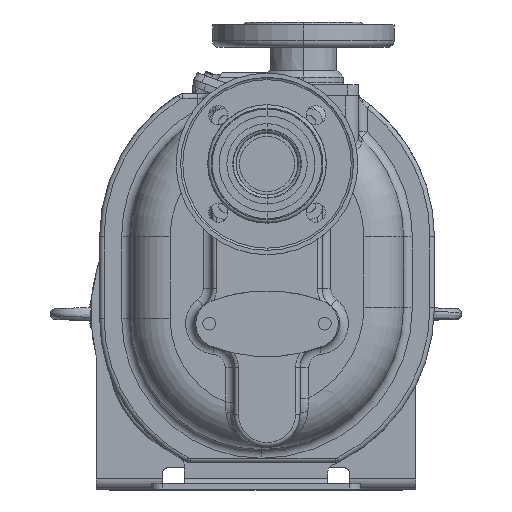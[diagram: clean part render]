
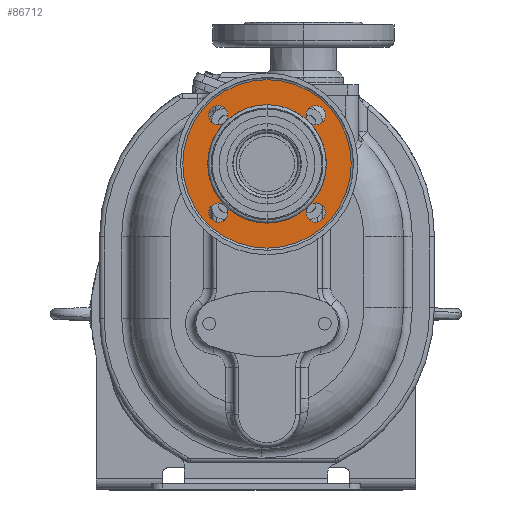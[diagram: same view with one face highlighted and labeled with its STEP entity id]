
A CAD part, top view. The second image highlights one B-rep face of the part: STEP entity #86712.
In plain terms, the highlighted planar face has unit normal (0, 0, 1).
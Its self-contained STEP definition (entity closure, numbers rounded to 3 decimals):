
#27743=CARTESIAN_POINT('',(10.,295.,153.));
#27744=DIRECTION('',(0.,0.,1.));
#27745=DIRECTION('',(0.,-1.,0.));
#27746=AXIS2_PLACEMENT_3D('',#27743,#27744,#27745);
#27758=CARTESIAN_POINT('',(10.,295.,153.));
#27759=DIRECTION('',(0.,0.,-1.));
#27760=DIRECTION('',(0.,-1.,0.));
#27761=AXIS2_PLACEMENT_3D('',#27758,#27759,#27760);
#27763=CARTESIAN_POINT('',(54.194,339.194,153.));
#27764=DIRECTION('',(0.,0.,-1.));
#27765=DIRECTION('',(0.,-1.,0.));
#27766=AXIS2_PLACEMENT_3D('',#27763,#27764,#27765);
#27768=CARTESIAN_POINT('',(54.194,339.194,153.));
#27769=DIRECTION('',(0.,0.,-1.));
#27770=DIRECTION('',(0.,1.,0.));
#27771=AXIS2_PLACEMENT_3D('',#27768,#27769,#27770);
#27773=CARTESIAN_POINT('',(54.194,339.194,153.));
#27774=DIRECTION('',(0.,0.,-1.));
#27775=DIRECTION('',(-0.707,-0.707,0.));
#27776=AXIS2_PLACEMENT_3D('',#27773,#27774,#27775);
#27778=CARTESIAN_POINT('',(-34.194,339.194,153.));
#27779=DIRECTION('',(0.,0.,-1.));
#27780=DIRECTION('',(1.,0.,0.));
#27781=AXIS2_PLACEMENT_3D('',#27778,#27779,#27780);
#27783=CARTESIAN_POINT('',(-34.194,339.194,153.));
#27784=DIRECTION('',(0.,0.,-1.));
#27785=DIRECTION('',(-1.,0.,0.));
#27786=AXIS2_PLACEMENT_3D('',#27783,#27784,#27785);
#27788=CARTESIAN_POINT('',(-34.194,339.194,153.));
#27789=DIRECTION('',(0.,0.,-1.));
#27790=DIRECTION('',(0.707,-0.707,0.));
#27791=AXIS2_PLACEMENT_3D('',#27788,#27789,#27790);
#27793=CARTESIAN_POINT('',(-34.194,250.806,153.));
#27794=DIRECTION('',(0.,0.,-1.));
#27795=DIRECTION('',(0.,1.,0.));
#27796=AXIS2_PLACEMENT_3D('',#27793,#27794,#27795);
#27798=CARTESIAN_POINT('',(-34.194,250.806,153.));
#27799=DIRECTION('',(0.,0.,-1.));
#27800=DIRECTION('',(0.,-1.,0.));
#27801=AXIS2_PLACEMENT_3D('',#27798,#27799,#27800);
#27803=CARTESIAN_POINT('',(-34.194,250.806,153.));
#27804=DIRECTION('',(0.,0.,-1.));
#27805=DIRECTION('',(0.707,0.707,0.));
#27806=AXIS2_PLACEMENT_3D('',#27803,#27804,#27805);
#27808=CARTESIAN_POINT('',(54.194,250.806,153.));
#27809=DIRECTION('',(0.,0.,-1.));
#27810=DIRECTION('',(-1.,0.,0.));
#27811=AXIS2_PLACEMENT_3D('',#27808,#27809,#27810);
#27813=CARTESIAN_POINT('',(54.194,250.806,153.));
#27814=DIRECTION('',(0.,0.,-1.));
#27815=DIRECTION('',(1.,0.,0.));
#27816=AXIS2_PLACEMENT_3D('',#27813,#27814,#27815);
#27818=CARTESIAN_POINT('',(54.194,250.806,153.));
#27819=DIRECTION('',(0.,0.,-1.));
#27820=DIRECTION('',(-0.707,0.707,0.));
#27821=AXIS2_PLACEMENT_3D('',#27818,#27819,#27820);
#27831=CARTESIAN_POINT('',(10.,295.,153.));
#27832=DIRECTION('',(0.,0.,1.));
#27833=DIRECTION('',(0.707,-0.707,0.));
#27834=AXIS2_PLACEMENT_3D('',#27831,#27832,#27833);
#27836=CARTESIAN_POINT('',(10.,295.,153.));
#27837=DIRECTION('',(0.,0.,1.));
#27838=DIRECTION('',(0.,-1.,0.));
#27839=AXIS2_PLACEMENT_3D('',#27836,#27837,#27838);
#27846=CARTESIAN_POINT('',(10.,295.,153.));
#27847=DIRECTION('',(0.,0.,1.));
#27848=DIRECTION('',(0.707,0.707,0.));
#27849=AXIS2_PLACEMENT_3D('',#27846,#27847,#27848);
#27851=CARTESIAN_POINT('',(10.,295.,153.));
#27852=DIRECTION('',(0.,0.,1.));
#27853=DIRECTION('',(-0.707,0.707,0.));
#27854=AXIS2_PLACEMENT_3D('',#27851,#27852,#27853);
#27856=CARTESIAN_POINT('',(10.,295.,153.));
#27857=DIRECTION('',(0.,0.,1.));
#27858=DIRECTION('',(0.,1.,0.));
#27859=AXIS2_PLACEMENT_3D('',#27856,#27857,#27858);
#27874=CARTESIAN_POINT('',(10.,295.,153.));
#27875=DIRECTION('',(0.,0.,1.));
#27876=DIRECTION('',(-0.707,-0.707,0.));
#27877=AXIS2_PLACEMENT_3D('',#27874,#27875,#27876);
#42609=CARTESIAN_POINT('',(10.,218.5,153.));
#42611=VERTEX_POINT('',#42609);
#42629=CARTESIAN_POINT('',(10.,371.5,153.));
#42631=VERTEX_POINT('',#42629);
#42657=CARTESIAN_POINT('',(10.,241.25,153.));
#42658=VERTEX_POINT('',#42657);
#42659=CARTESIAN_POINT('',(10.,348.75,153.));
#42660=VERTEX_POINT('',#42659);
#42661=CARTESIAN_POINT('',(-25.444,339.194,153.));
#42662=CARTESIAN_POINT('',(-28.007,333.007,153.));
#42663=VERTEX_POINT('',#42661);
#42664=VERTEX_POINT('',#42662);
#42665=CARTESIAN_POINT('',(-42.944,339.194,153.));
#42666=VERTEX_POINT('',#42665);
#42671=CARTESIAN_POINT('',(-34.194,259.556,153.));
#42672=CARTESIAN_POINT('',(-28.007,256.993,153.));
#42673=VERTEX_POINT('',#42671);
#42674=VERTEX_POINT('',#42672);
#42675=CARTESIAN_POINT('',(-34.194,242.056,153.));
#42676=VERTEX_POINT('',#42675);
#42681=CARTESIAN_POINT('',(45.444,250.806,153.));
#42682=CARTESIAN_POINT('',(48.007,256.993,153.));
#42683=VERTEX_POINT('',#42681);
#42684=VERTEX_POINT('',#42682);
#42685=CARTESIAN_POINT('',(62.944,250.806,153.));
#42686=VERTEX_POINT('',#42685);
#42691=CARTESIAN_POINT('',(54.194,330.444,153.));
#42692=CARTESIAN_POINT('',(48.007,333.007,153.));
#42693=VERTEX_POINT('',#42691);
#42694=VERTEX_POINT('',#42692);
#42695=CARTESIAN_POINT('',(54.194,347.944,153.));
#42696=VERTEX_POINT('',#42695);
#86665=CARTESIAN_POINT('',(10.,295.,153.));
#86666=DIRECTION('',(0.,0.,1.));
#86667=DIRECTION('',(0.,1.,0.));
#86668=AXIS2_PLACEMENT_3D('',#86665,#86666,#86667);
#86669=PLANE('',#86668);
#86670=ORIENTED_EDGE('',*,*,#86644,.F.);
#86671=ORIENTED_EDGE('',*,*,#86660,.T.);
#86672=EDGE_LOOP('',(#86670,#86671));
#86673=FACE_OUTER_BOUND('',#86672,.F.);
#86675=ORIENTED_EDGE('',*,*,#86674,.F.);
#86677=ORIENTED_EDGE('',*,*,#86676,.F.);
#86679=ORIENTED_EDGE('',*,*,#86678,.F.);
#86681=ORIENTED_EDGE('',*,*,#86680,.T.);
#86683=ORIENTED_EDGE('',*,*,#86682,.T.);
#86685=ORIENTED_EDGE('',*,*,#86684,.F.);
#86687=ORIENTED_EDGE('',*,*,#86686,.F.);
#86689=ORIENTED_EDGE('',*,*,#86688,.F.);
#86691=ORIENTED_EDGE('',*,*,#86690,.T.);
#86693=ORIENTED_EDGE('',*,*,#86692,.F.);
#86695=ORIENTED_EDGE('',*,*,#86694,.F.);
#86697=ORIENTED_EDGE('',*,*,#86696,.F.);
#86699=ORIENTED_EDGE('',*,*,#86698,.T.);
#86701=ORIENTED_EDGE('',*,*,#86700,.T.);
#86703=ORIENTED_EDGE('',*,*,#86702,.F.);
#86705=ORIENTED_EDGE('',*,*,#86704,.F.);
#86707=ORIENTED_EDGE('',*,*,#86706,.F.);
#86709=ORIENTED_EDGE('',*,*,#86708,.T.);
#86710=EDGE_LOOP('',(#86675,#86677,#86679,#86681,#86683,#86685,#86687,#86689,
#86691,#86693,#86695,#86697,#86699,#86701,#86703,#86705,#86707,#86709));
#86711=FACE_BOUND('',#86710,.F.);
#86712=ADVANCED_FACE('',(#86673,#86711),#86669,.T.);
#27747=CIRCLE('',#27746,76.5);
#27762=CIRCLE('',#27761,76.5);
#27767=CIRCLE('',#27766,8.75);
#27772=CIRCLE('',#27771,8.75);
#27777=CIRCLE('',#27776,8.75);
#27782=CIRCLE('',#27781,8.75);
#27787=CIRCLE('',#27786,8.75);
#27792=CIRCLE('',#27791,8.75);
#27797=CIRCLE('',#27796,8.75);
#27802=CIRCLE('',#27801,8.75);
#27807=CIRCLE('',#27806,8.75);
#27812=CIRCLE('',#27811,8.75);
#27817=CIRCLE('',#27816,8.75);
#27822=CIRCLE('',#27821,8.75);
#27835=CIRCLE('',#27834,53.75);
#27840=CIRCLE('',#27839,53.75);
#27850=CIRCLE('',#27849,53.75);
#27855=CIRCLE('',#27854,53.75);
#27860=CIRCLE('',#27859,53.75);
#27878=CIRCLE('',#27877,53.75);
#86644=EDGE_CURVE('',#42611,#42631,#27747,.T.);
#86660=EDGE_CURVE('',#42611,#42631,#27762,.T.);
#86674=EDGE_CURVE('',#42693,#42694,#27767,.T.);
#86676=EDGE_CURVE('',#42696,#42693,#27772,.T.);
#86678=EDGE_CURVE('',#42694,#42696,#27777,.T.);
#86680=EDGE_CURVE('',#42694,#42660,#27850,.T.);
#86682=EDGE_CURVE('',#42660,#42664,#27860,.T.);
#86684=EDGE_CURVE('',#42663,#42664,#27782,.T.);
#86686=EDGE_CURVE('',#42666,#42663,#27787,.T.);
#86688=EDGE_CURVE('',#42664,#42666,#27792,.T.);
#86690=EDGE_CURVE('',#42664,#42674,#27855,.T.);
#86692=EDGE_CURVE('',#42673,#42674,#27797,.T.);
#86694=EDGE_CURVE('',#42676,#42673,#27802,.T.);
#86696=EDGE_CURVE('',#42674,#42676,#27807,.T.);
#86698=EDGE_CURVE('',#42674,#42658,#27878,.T.);
#86700=EDGE_CURVE('',#42658,#42684,#27840,.T.);
#86702=EDGE_CURVE('',#42683,#42684,#27812,.T.);
#86704=EDGE_CURVE('',#42686,#42683,#27817,.T.);
#86706=EDGE_CURVE('',#42684,#42686,#27822,.T.);
#86708=EDGE_CURVE('',#42684,#42694,#27835,.T.);
